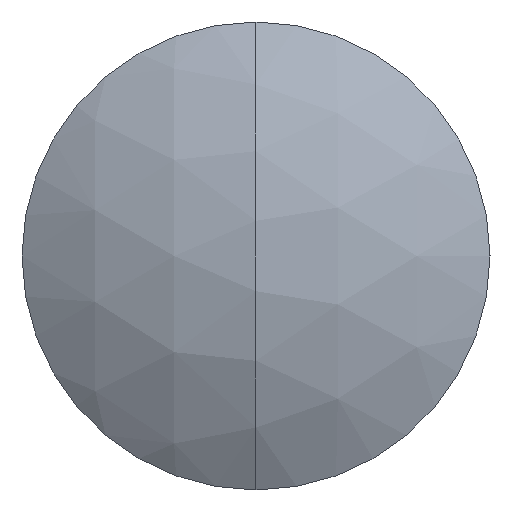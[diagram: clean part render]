
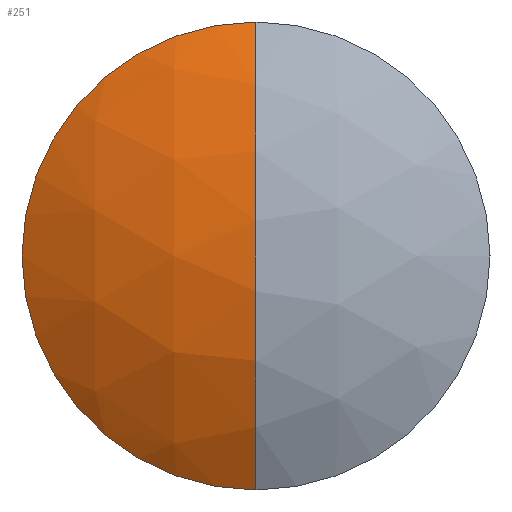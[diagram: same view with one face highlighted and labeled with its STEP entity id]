
A CAD part, left-side view. The second image highlights one B-rep face of the part: STEP entity #251.
In plain terms, the highlighted spherical face has radius 3.226 mm.
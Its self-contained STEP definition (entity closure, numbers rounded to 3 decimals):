
#19 = EDGE_CURVE ( 'NONE', #78, #45, #452, .T. ) ;
#45 = VERTEX_POINT ( 'NONE', #477 ) ;
#66 = DIRECTION ( 'NONE',  ( -1., 0., 0. ) ) ;
#78 = VERTEX_POINT ( 'NONE', #438 ) ;
#84 = CARTESIAN_POINT ( 'NONE',  ( -42.75, 0., 0. ) ) ;
#99 = DIRECTION ( 'NONE',  ( 0., 1., 0. ) ) ;
#110 = CARTESIAN_POINT ( 'NONE',  ( -40.024, 0., 0. ) ) ;
#126 = AXIS2_PLACEMENT_3D ( 'NONE', #491, #411, #182 ) ;
#158 = CIRCLE ( 'NONE', #354, 3.226 ) ;
#182 = DIRECTION ( 'NONE',  ( 1., 0., 0. ) ) ;
#202 = DIRECTION ( 'NONE',  ( 1., 0., 0. ) ) ;
#205 = ORIENTED_EDGE ( 'NONE', *, *, #444, .T. ) ;
#251 = ADVANCED_FACE ( 'NONE', ( #402 ), #330, .T. ) ;
#257 = DIRECTION ( 'NONE',  ( 0., 0., -1. ) ) ;
#330 = SPHERICAL_SURFACE ( 'NONE', #126, 3.226 ) ;
#340 = EDGE_LOOP ( 'NONE', ( #376, #205 ) ) ;
#354 = AXIS2_PLACEMENT_3D ( 'NONE', #110, #99, #66 ) ;
#376 = ORIENTED_EDGE ( 'NONE', *, *, #19, .F. ) ;
#402 = FACE_OUTER_BOUND ( 'NONE', #340, .T. ) ;
#411 = DIRECTION ( 'NONE',  ( 0., 1., 0. ) ) ;
#438 = CARTESIAN_POINT ( 'NONE',  ( -42.75, 0., -1.725 ) ) ;
#444 = EDGE_CURVE ( 'NONE', #78, #45, #158, .T. ) ;
#452 = CIRCLE ( 'NONE', #469, 1.725 ) ;
#469 = AXIS2_PLACEMENT_3D ( 'NONE', #84, #202, #257 ) ;
#477 = CARTESIAN_POINT ( 'NONE',  ( -42.75, 0., 1.725 ) ) ;
#491 = CARTESIAN_POINT ( 'NONE',  ( -40.024, 0., 0. ) ) ;
